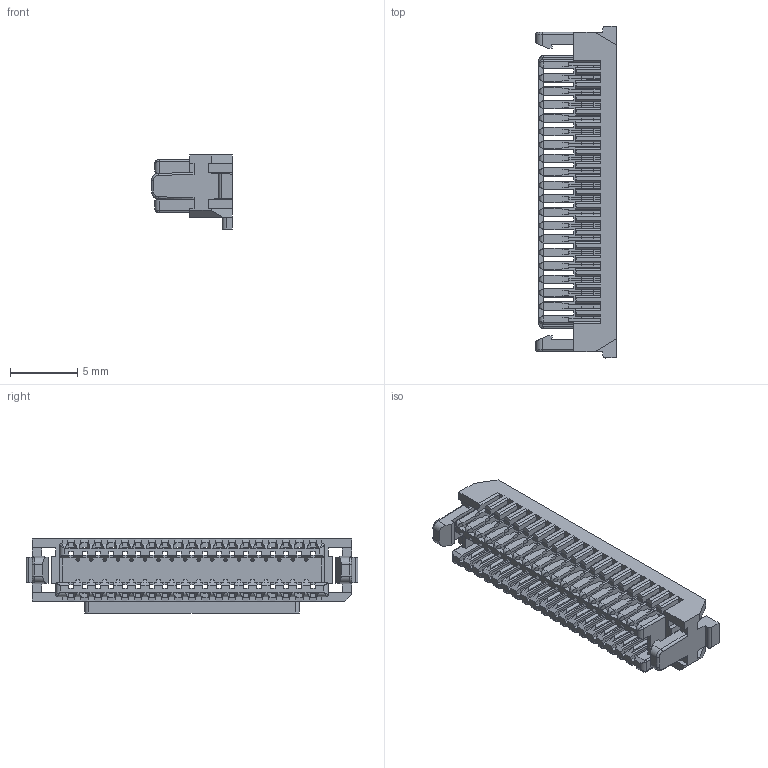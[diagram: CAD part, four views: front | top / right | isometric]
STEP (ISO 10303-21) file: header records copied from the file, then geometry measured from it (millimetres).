
FILE_DESCRIPTION (( 'STEP AP214' ), '1' );
FILE_NAME ('FHG10008-D38M2WHB.STEP', '2025-11-21T02:49:34', ( '' ), ( '' ), 'SwSTEP 2.0', 'SolidWorks 2021', '' );
FILE_SCHEMA (( 'AUTOMOTIVE_DESIGN' ));
Length unit declared in the file: millimetre
Products named in the file (1): FHG10008-D38M2WHB
Bounding box: 6 x 24.71 x 5.51 mm (x, y, z)
Volume: 251.6 mm3; surface area: 1435.3 mm2
Topology: 1 solids, 1 shells, 1751 faces, 5190 edges, 3324 vertices
Faces by surface type: plane 1641, cylinder 100, torus 6, bspline 4
Entity records: 57906 total; most frequent: CARTESIAN_POINT 11412, ORIENTED_EDGE 10380, DIRECTION 8622, EDGE_CURVE 5190, VECTOR 4978, LINE 4978, VERTEX_POINT 3324, AXIS2_PLACEMENT_3D 1822
